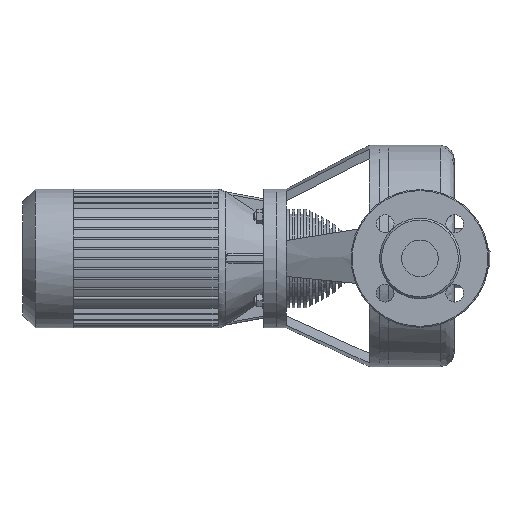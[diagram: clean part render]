
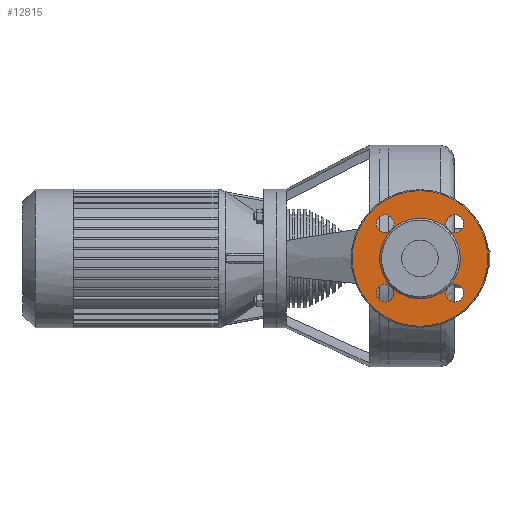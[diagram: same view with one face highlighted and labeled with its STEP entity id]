
A CAD part, left-side view. The second image highlights one B-rep face of the part: STEP entity #12815.
In plain terms, the highlighted planar face has unit normal (-1, 0, 0).
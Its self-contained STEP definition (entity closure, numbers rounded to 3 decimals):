
#12378=CARTESIAN_POINT('',(2.,0.,-69.0));
#12379=VERTEX_POINT('',#12378);
#12397=CARTESIAN_POINT('',(2.,0.,69.0));
#12398=VERTEX_POINT('',#12397);
#12406=CARTESIAN_POINT('',(2.,0.,0.0));
#12407=DIRECTION('',(1.0,0.0,0.0));
#12408=DIRECTION('',(0.0,1.0,0.0));
#12409=AXIS2_PLACEMENT_3D('',#12406,#12407,#12408);
#12410=CIRCLE('',#12409,69.0);
#12411=EDGE_CURVE('',#12398,#12379,#12410,.T.);
#12421=CARTESIAN_POINT('',(2.,41.,0.0));
#12422=VERTEX_POINT('',#12421);
#12431=CARTESIAN_POINT('',(2.,28.991,-28.991));
#12432=VERTEX_POINT('',#12431);
#12433=CARTESIAN_POINT('',(2.,0.,0.0));
#12434=DIRECTION('',(1.0,0.0,0.0));
#12435=DIRECTION('',(0.0,1.0,0.0));
#12436=AXIS2_PLACEMENT_3D('',#12433,#12434,#12435);
#12437=CIRCLE('',#12436,41.);
#12438=EDGE_CURVE('',#12432,#12422,#12437,.T.);
#12440=CARTESIAN_POINT('',(2.,-28.991,-28.991));
#12441=VERTEX_POINT('',#12440);
#12442=CARTESIAN_POINT('',(2.,0.,0.0));
#12443=DIRECTION('',(1.0,0.0,0.0));
#12444=DIRECTION('',(0.0,1.0,0.0));
#12445=AXIS2_PLACEMENT_3D('',#12442,#12443,#12444);
#12446=CIRCLE('',#12445,41.);
#12447=EDGE_CURVE('',#12441,#12432,#12446,.T.);
#12449=CARTESIAN_POINT('',(2.,-41.,0.));
#12450=VERTEX_POINT('',#12449);
#12451=CARTESIAN_POINT('',(2.,0.,0.0));
#12452=DIRECTION('',(1.0,0.0,0.0));
#12453=DIRECTION('',(0.0,1.0,0.0));
#12454=AXIS2_PLACEMENT_3D('',#12451,#12452,#12453);
#12455=CIRCLE('',#12454,41.);
#12456=EDGE_CURVE('',#12450,#12441,#12455,.T.);
#12483=CARTESIAN_POINT('',(2.,35.355,-44.355));
#12484=VERTEX_POINT('',#12483);
#12500=CARTESIAN_POINT('',(2.,35.355,-26.355));
#12501=VERTEX_POINT('',#12500);
#12508=CARTESIAN_POINT('',(2.,35.355,-35.355));
#12509=DIRECTION('',(1.0,0.0,0.0));
#12510=DIRECTION('',(0.0,0.0,-1.0));
#12511=AXIS2_PLACEMENT_3D('',#12508,#12509,#12510);
#12512=CIRCLE('',#12511,9.0);
#12513=EDGE_CURVE('',#12484,#12501,#12512,.T.);
#12525=CARTESIAN_POINT('',(2.,44.355,35.355));
#12526=VERTEX_POINT('',#12525);
#12542=CARTESIAN_POINT('',(2.,26.355,35.355));
#12543=VERTEX_POINT('',#12542);
#12550=CARTESIAN_POINT('',(2.,35.355,35.355));
#12551=DIRECTION('',(1.0,0.0,0.0));
#12552=DIRECTION('',(0.0,1.0,0.0));
#12553=AXIS2_PLACEMENT_3D('',#12550,#12551,#12552);
#12554=CIRCLE('',#12553,9.0);
#12555=EDGE_CURVE('',#12526,#12543,#12554,.T.);
#12567=CARTESIAN_POINT('',(2.,-35.355,44.355));
#12568=VERTEX_POINT('',#12567);
#12584=CARTESIAN_POINT('',(2.,-35.355,26.355));
#12585=VERTEX_POINT('',#12584);
#12592=CARTESIAN_POINT('',(2.,-35.355,35.355));
#12593=DIRECTION('',(1.0,0.0,0.0));
#12594=DIRECTION('',(0.0,0.0,1.0));
#12595=AXIS2_PLACEMENT_3D('',#12592,#12593,#12594);
#12596=CIRCLE('',#12595,9.0);
#12597=EDGE_CURVE('',#12568,#12585,#12596,.T.);
#12609=CARTESIAN_POINT('',(2.,-44.355,-35.355));
#12610=VERTEX_POINT('',#12609);
#12626=CARTESIAN_POINT('',(2.,-26.355,-35.355));
#12627=VERTEX_POINT('',#12626);
#12634=CARTESIAN_POINT('',(2.,-35.355,-35.355));
#12635=DIRECTION('',(1.0,0.0,0.0));
#12636=DIRECTION('',(0.0,-1.0,0.0));
#12637=AXIS2_PLACEMENT_3D('',#12634,#12635,#12636);
#12638=CIRCLE('',#12637,9.0);
#12639=EDGE_CURVE('',#12610,#12627,#12638,.T.);
#12650=CARTESIAN_POINT('',(2.,-35.355,-35.355));
#12651=DIRECTION('',(1.0,0.0,0.0));
#12652=DIRECTION('',(0.0,-1.0,0.0));
#12653=AXIS2_PLACEMENT_3D('',#12650,#12651,#12652);
#12654=CIRCLE('',#12653,9.0);
#12655=EDGE_CURVE('',#12441,#12610,#12654,.T.);
#12657=CARTESIAN_POINT('',(2.,-35.355,-35.355));
#12658=DIRECTION('',(1.0,0.0,0.0));
#12659=DIRECTION('',(0.0,-1.0,0.0));
#12660=AXIS2_PLACEMENT_3D('',#12657,#12658,#12659);
#12661=CIRCLE('',#12660,9.0);
#12662=EDGE_CURVE('',#12627,#12441,#12661,.T.);
#12681=CARTESIAN_POINT('',(2.,-28.991,28.991));
#12682=VERTEX_POINT('',#12681);
#12683=CARTESIAN_POINT('',(2.,-35.355,35.355));
#12684=DIRECTION('',(1.0,0.0,0.0));
#12685=DIRECTION('',(0.0,0.0,1.0));
#12686=AXIS2_PLACEMENT_3D('',#12683,#12684,#12685);
#12687=CIRCLE('',#12686,9.0);
#12688=EDGE_CURVE('',#12682,#12568,#12687,.T.);
#12690=CARTESIAN_POINT('',(2.,-35.355,35.355));
#12691=DIRECTION('',(1.0,0.0,0.0));
#12692=DIRECTION('',(0.0,0.0,1.0));
#12693=AXIS2_PLACEMENT_3D('',#12690,#12691,#12692);
#12694=CIRCLE('',#12693,9.0);
#12695=EDGE_CURVE('',#12585,#12682,#12694,.T.);
#12714=CARTESIAN_POINT('',(2.,28.991,28.991));
#12715=VERTEX_POINT('',#12714);
#12716=CARTESIAN_POINT('',(2.,35.355,35.355));
#12717=DIRECTION('',(1.0,0.0,0.0));
#12718=DIRECTION('',(0.0,1.0,0.0));
#12719=AXIS2_PLACEMENT_3D('',#12716,#12717,#12718);
#12720=CIRCLE('',#12719,9.0);
#12721=EDGE_CURVE('',#12715,#12526,#12720,.T.);
#12723=CARTESIAN_POINT('',(2.,35.355,35.355));
#12724=DIRECTION('',(1.0,0.0,0.0));
#12725=DIRECTION('',(0.0,1.0,0.0));
#12726=AXIS2_PLACEMENT_3D('',#12723,#12724,#12725);
#12727=CIRCLE('',#12726,9.0);
#12728=EDGE_CURVE('',#12543,#12715,#12727,.T.);
#12741=CARTESIAN_POINT('',(2.,55.0,0.0));
#12742=DIRECTION('',(-1.0,0.0,0.0));
#12743=DIRECTION('',(0.0,0.0,1.0));
#12744=AXIS2_PLACEMENT_3D('',#12741,#12742,#12743);
#12745=PLANE('',#12744);
#12746=CARTESIAN_POINT('',(2.,69.0,0.0));
#12747=VERTEX_POINT('',#12746);
#12748=CARTESIAN_POINT('',(2.,0.,0.0));
#12749=DIRECTION('',(1.0,0.0,0.0));
#12750=DIRECTION('',(0.0,1.0,0.0));
#12751=AXIS2_PLACEMENT_3D('',#12748,#12749,#12750);
#12752=CIRCLE('',#12751,69.0);
#12753=EDGE_CURVE('',#12747,#12398,#12752,.T.);
#12754=ORIENTED_EDGE('',*,*,#12753,.F.);
#12755=CARTESIAN_POINT('',(2.,0.,0.0));
#12756=DIRECTION('',(1.0,0.0,0.0));
#12757=DIRECTION('',(0.0,1.0,0.0));
#12758=AXIS2_PLACEMENT_3D('',#12755,#12756,#12757);
#12759=CIRCLE('',#12758,69.0);
#12760=EDGE_CURVE('',#12379,#12747,#12759,.T.);
#12761=ORIENTED_EDGE('',*,*,#12760,.F.);
#12762=ORIENTED_EDGE('',*,*,#12411,.F.);
#12763=EDGE_LOOP('',(#12754,#12761,#12762));
#12764=FACE_OUTER_BOUND('',#12763,.T.);
#12765=ORIENTED_EDGE('',*,*,#12438,.T.);
#12766=CARTESIAN_POINT('',(2.,0.,0.0));
#12767=DIRECTION('',(1.0,0.0,0.0));
#12768=DIRECTION('',(0.0,1.0,0.0));
#12769=AXIS2_PLACEMENT_3D('',#12766,#12767,#12768);
#12770=CIRCLE('',#12769,41.);
#12771=EDGE_CURVE('',#12422,#12715,#12770,.T.);
#12772=ORIENTED_EDGE('',*,*,#12771,.T.);
#12773=ORIENTED_EDGE('',*,*,#12721,.T.);
#12774=ORIENTED_EDGE('',*,*,#12555,.T.);
#12775=ORIENTED_EDGE('',*,*,#12728,.T.);
#12776=CARTESIAN_POINT('',(2.,0.,0.0));
#12777=DIRECTION('',(1.0,0.0,0.0));
#12778=DIRECTION('',(0.0,1.0,0.0));
#12779=AXIS2_PLACEMENT_3D('',#12776,#12777,#12778);
#12780=CIRCLE('',#12779,41.);
#12781=EDGE_CURVE('',#12715,#12682,#12780,.T.);
#12782=ORIENTED_EDGE('',*,*,#12781,.T.);
#12783=ORIENTED_EDGE('',*,*,#12688,.T.);
#12784=ORIENTED_EDGE('',*,*,#12597,.T.);
#12785=ORIENTED_EDGE('',*,*,#12695,.T.);
#12786=CARTESIAN_POINT('',(2.,0.,0.0));
#12787=DIRECTION('',(1.0,0.0,0.0));
#12788=DIRECTION('',(0.0,1.0,0.0));
#12789=AXIS2_PLACEMENT_3D('',#12786,#12787,#12788);
#12790=CIRCLE('',#12789,41.);
#12791=EDGE_CURVE('',#12682,#12450,#12790,.T.);
#12792=ORIENTED_EDGE('',*,*,#12791,.T.);
#12793=ORIENTED_EDGE('',*,*,#12456,.T.);
#12794=ORIENTED_EDGE('',*,*,#12655,.T.);
#12795=ORIENTED_EDGE('',*,*,#12639,.T.);
#12796=ORIENTED_EDGE('',*,*,#12662,.T.);
#12797=ORIENTED_EDGE('',*,*,#12447,.T.);
#12798=CARTESIAN_POINT('',(2.,35.355,-35.355));
#12799=DIRECTION('',(1.0,0.0,0.0));
#12800=DIRECTION('',(0.0,0.0,-1.0));
#12801=AXIS2_PLACEMENT_3D('',#12798,#12799,#12800);
#12802=CIRCLE('',#12801,9.0);
#12803=EDGE_CURVE('',#12432,#12484,#12802,.T.);
#12804=ORIENTED_EDGE('',*,*,#12803,.T.);
#12805=ORIENTED_EDGE('',*,*,#12513,.T.);
#12806=CARTESIAN_POINT('',(2.,35.355,-35.355));
#12807=DIRECTION('',(1.0,0.0,0.0));
#12808=DIRECTION('',(0.0,0.0,-1.0));
#12809=AXIS2_PLACEMENT_3D('',#12806,#12807,#12808);
#12810=CIRCLE('',#12809,9.0);
#12811=EDGE_CURVE('',#12501,#12432,#12810,.T.);
#12812=ORIENTED_EDGE('',*,*,#12811,.T.);
#12813=EDGE_LOOP('',(#12765,#12772,#12773,#12774,#12775,#12782,#12783,#12784,#12785,#12792,#12793,#12794,#12795,#12796,#12797,#12804,#12805,#12812));
#12814=FACE_BOUND('',#12813,.T.);
#12815=ADVANCED_FACE('',(#12764,#12814),#12745,.T.);
